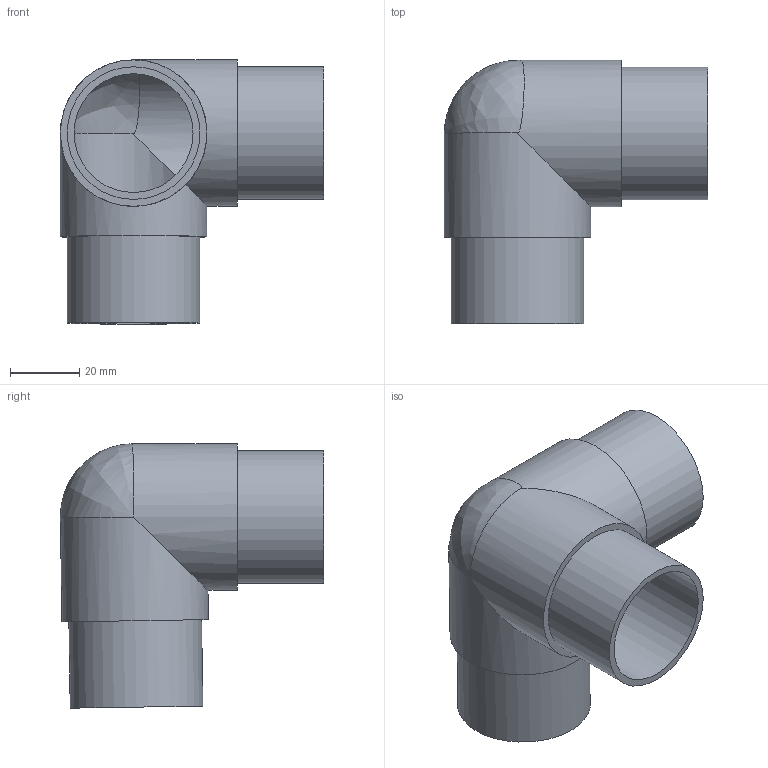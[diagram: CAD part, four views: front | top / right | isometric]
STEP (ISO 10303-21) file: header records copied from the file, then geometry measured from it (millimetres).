
FILE_DESCRIPTION(/* description */ (''),/* implementation_level */ '2;1');
FILE_NAME(/* name */ '41918.ipt.step',/* time_stamp */ '2022-07-18T12:57:58+02:00',/* author */ ('Abt. Technik'),/* organization */ (''),/* preprocessor_version */ 'ST-DEVELOPER v18.1',/* originating_system */ 'Autodesk Inventor 2022',/* authorisation */ '');
FILE_SCHEMA (('AUTOMOTIVE_DESIGN { 1 0 10303 214 3 1 1 }'));
Length unit declared in the file: millimetre
Products named in the file (1): 41918
Bounding box: 76.2 x 76.2 x 76.49 mm (x, y, z)
Volume: 34270.4 mm3; surface area: 34945.7 mm2
Topology: 1 solids, 1 shells, 23 faces, 52 edges, 34 vertices
Faces by surface type: cylinder 12, plane 9, bspline 2
Full cylindrical faces by diameter (mm): 34.4 x3, 38.4 x6, 42.4 x3
Entity records: 1074 total; most frequent: CARTESIAN_POINT 497, DIRECTION 120, ORIENTED_EDGE 100, AXIS2_PLACEMENT_3D 54, EDGE_CURVE 50, VERTEX_POINT 34, EDGE_LOOP 32, FACE_OUTER_BOUND 23
